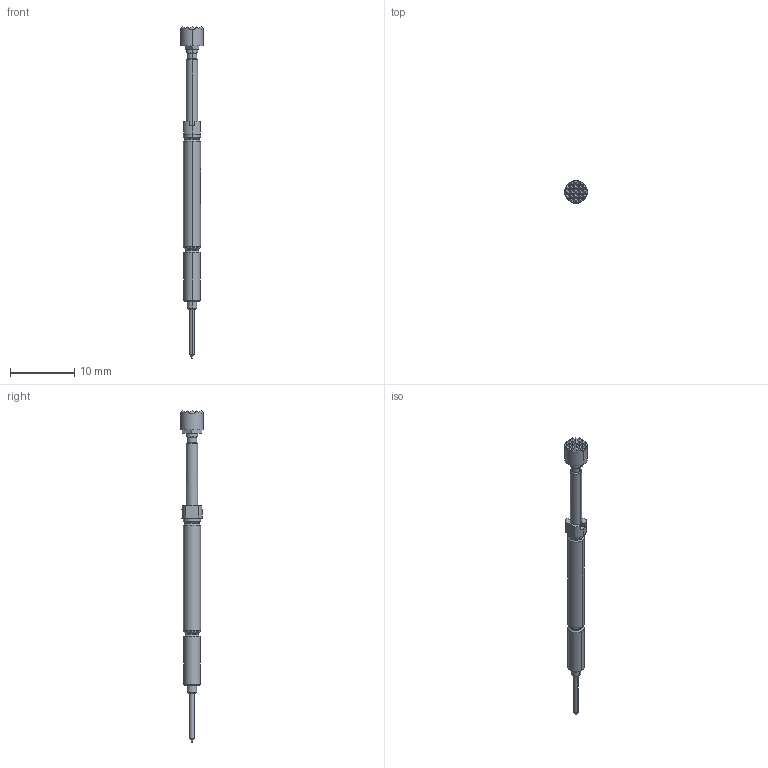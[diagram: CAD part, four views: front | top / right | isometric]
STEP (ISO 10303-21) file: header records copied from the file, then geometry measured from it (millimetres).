
FILE_DESCRIPTION (( 'STEP AP203' ), '1' );
FILE_NAME ('MOD-F38506B350Gxxx.step', '2015-07-09T11:11:24', ( 'firstrun' ), ( 'Hewlett-Packard Company' ), 'SwSTEP 2.0', 'SolidWorks 2012', '' );
FILE_SCHEMA (( 'CONFIG_CONTROL_DESIGN' ));
Length unit declared in the file: millimetre
Products named in the file (1): MOD-F38506B350Gxxx
Bounding box: 3.5 x 3.5 x 51.6 mm (x, y, z)
Volume: 211.7 mm3; surface area: 390.6 mm2
Topology: 1 solids, 1 shells, 306 faces, 714 edges, 427 vertices
Faces by surface type: plane 183, bspline 62, cylinder 41, cone 20
Entity records: 11112 total; most frequent: CARTESIAN_POINT 4721, ORIENTED_EDGE 1428, DIRECTION 1101, EDGE_CURVE 714, VERTEX_POINT 427, AXIS2_PLACEMENT_3D 387, LINE 327, VECTOR 327
